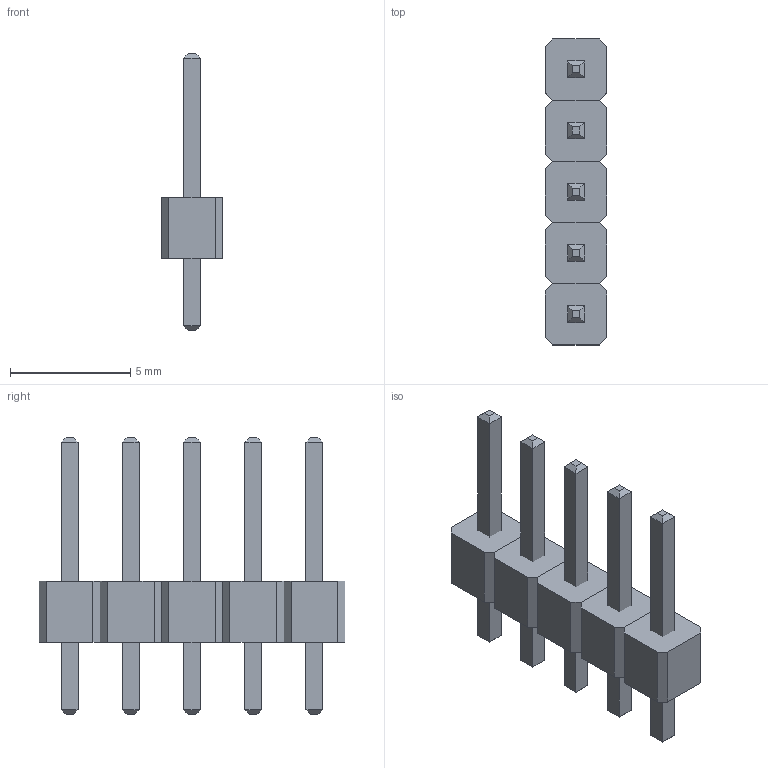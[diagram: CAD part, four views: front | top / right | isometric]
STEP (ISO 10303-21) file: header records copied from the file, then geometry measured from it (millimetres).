
FILE_DESCRIPTION(('FreeCAD Model'),'2;1');
FILE_NAME('Open CASCADE Shape Model','2022-06-14T01:07:32',( 'kicad StepUp'),('ksu MCAD'),'Open CASCADE STEP processor 7.5', 'FreeCAD','Unknown');
FILE_SCHEMA(('AUTOMOTIVE_DESIGN { 1 0 10303 214 1 1 1 1 }'));
Length unit declared in the file: millimetre
Products named in the file (3): PinHeader_P2.54mm_1x05; Body; Pin
Assembly tree (2 placements, depth 2):
  PinHeader_P2.54mm_1x05
    Body
    Pin
Bounding box: 2.54 x 12.7 x 11.5 mm (x, y, z)
Volume: 107.4 mm3; surface area: 305.4 mm2
Topology: 6 solids, 6 shells, 132 faces, 284 edges, 164 vertices
Faces by surface type: plane 132
Entity records: 7187 total; most frequent: CARTESIAN_POINT 1151, DIRECTION 1122, LINE 852, VECTOR 852, ORIENTED_EDGE 568, PCURVE 568, DEFINITIONAL_REPRESENTATION 568, EDGE_CURVE 284
